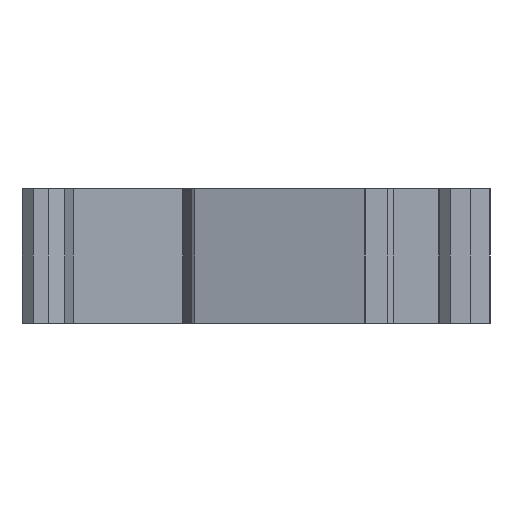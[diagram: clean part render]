
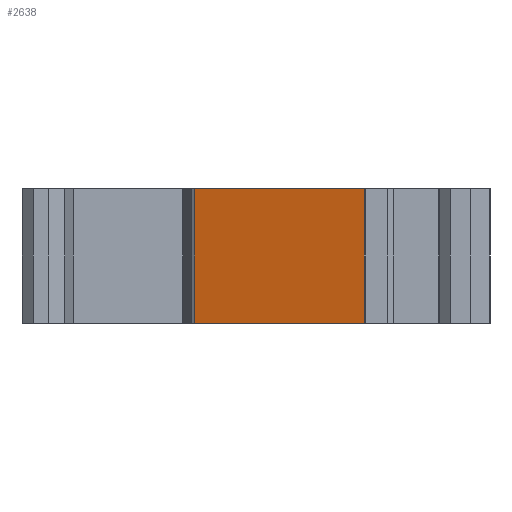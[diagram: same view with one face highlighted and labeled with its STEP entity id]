
A CAD part, front view. The second image highlights one B-rep face of the part: STEP entity #2638.
In plain terms, the highlighted free-form (B-spline) face has degree [1, 1] with [2, 2] control points.
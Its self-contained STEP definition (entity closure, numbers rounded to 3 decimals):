
#611=CARTESIAN_POINT('',(9.856,-26.934,12.25));
#612=VERTEX_POINT('',#611);
#619=CARTESIAN_POINT('',(9.856,-26.934,0.05));
#620=VERTEX_POINT('',#619);
#621=CARTESIAN_POINT('',(9.856,-26.934,12.25));
#622=CARTESIAN_POINT('',(9.856,-26.934,0.05));
#623=B_SPLINE_CURVE_WITH_KNOTS('',1,(#621,#622),.POLYLINE_FORM.,.F.,.U.,(2,2),(0.,1.),.UNSPECIFIED.);
#624=EDGE_CURVE('',#612,#620,#623,.T.);
#664=CARTESIAN_POINT('',(-5.55,-22.738,0.05));
#665=VERTEX_POINT('',#664);
#672=CARTESIAN_POINT('',(-5.55,-22.738,12.25));
#673=VERTEX_POINT('',#672);
#674=CARTESIAN_POINT('',(-5.55,-22.738,12.25));
#675=CARTESIAN_POINT('',(-5.55,-22.738,0.05));
#676=B_SPLINE_CURVE_WITH_KNOTS('',1,(#674,#675),.POLYLINE_FORM.,.F.,.U.,(2,2),(0.,1.),.UNSPECIFIED.);
#677=EDGE_CURVE('',#673,#665,#676,.T.);
#2104=CARTESIAN_POINT('',(9.854,-26.934,12.25));
#2105=VERTEX_POINT('',#2104);
#2106=CARTESIAN_POINT('',(9.856,-26.934,12.25));
#2107=CARTESIAN_POINT('',(9.855,-26.934,12.25));
#2108=CARTESIAN_POINT('',(9.854,-26.934,12.25));
#2109=(BOUNDED_CURVE()B_SPLINE_CURVE(2,(#2106,#2107,#2108),.CIRCULAR_ARC.,.F.,.U.)B_SPLINE_CURVE_WITH_KNOTS((3,3),(0.179,0.181),.UNSPECIFIED.)CURVE()GEOMETRIC_REPRESENTATION_ITEM()RATIONAL_B_SPLINE_CURVE((0.914,0.913,0.913))REPRESENTATION_ITEM(''));
#2110=EDGE_CURVE('',#612,#2105,#2109,.T.);
#2112=CARTESIAN_POINT('',(-5.548,-22.738,12.25));
#2113=VERTEX_POINT('',#2112);
#2114=CARTESIAN_POINT('',(-5.548,-22.738,12.25));
#2115=CARTESIAN_POINT('',(9.854,-26.934,12.25));
#2116=B_SPLINE_CURVE_WITH_KNOTS('',1,(#2114,#2115),.POLYLINE_FORM.,.F.,.U.,(2,2),(0.,1.),.UNSPECIFIED.);
#2117=EDGE_CURVE('',#2113,#2105,#2116,.T.);
#2119=CARTESIAN_POINT('',(-5.548,-22.738,12.25));
#2120=CARTESIAN_POINT('',(-5.549,-22.738,12.25));
#2121=CARTESIAN_POINT('',(-5.55,-22.738,12.25));
#2122=(BOUNDED_CURVE()B_SPLINE_CURVE(2,(#2119,#2120,#2121),.CIRCULAR_ARC.,.F.,.U.)B_SPLINE_CURVE_WITH_KNOTS((3,3),(0.633,0.634),.UNSPECIFIED.)CURVE()GEOMETRIC_REPRESENTATION_ITEM()RATIONAL_B_SPLINE_CURVE((0.934,0.934,0.934))REPRESENTATION_ITEM(''));
#2123=EDGE_CURVE('',#2113,#673,#2122,.T.);
#2591=CARTESIAN_POINT('',(-5.55,-22.738,0.05));
#2592=CARTESIAN_POINT('',(9.856,-26.934,0.05));
#2593=B_SPLINE_CURVE_WITH_KNOTS('',1,(#2591,#2592),.POLYLINE_FORM.,.F.,.U.,(2,2),(0.,1.),.UNSPECIFIED.);
#2594=EDGE_CURVE('',#665,#620,#2593,.T.);
#2625=CARTESIAN_POINT('',(-5.55,-22.738,12.25));
#2626=CARTESIAN_POINT('',(-5.55,-22.738,0.05));
#2627=CARTESIAN_POINT('',(9.856,-26.934,12.25));
#2628=CARTESIAN_POINT('',(9.856,-26.934,0.05));
#2629=B_SPLINE_SURFACE_WITH_KNOTS('',1,1,((#2625,#2626),(#2627,#2628)),.PLANE_SURF.,.F.,.F.,.U.,(2,2),(2,2),(0.,1.),(0.,1.),.UNSPECIFIED.);
#2630=ORIENTED_EDGE('',*,*,#2123,.F.);
#2631=ORIENTED_EDGE('',*,*,#2117,.T.);
#2632=ORIENTED_EDGE('',*,*,#2110,.F.);
#2633=ORIENTED_EDGE('',*,*,#624,.T.);
#2634=ORIENTED_EDGE('',*,*,#2594,.F.);
#2635=ORIENTED_EDGE('',*,*,#677,.F.);
#2636=EDGE_LOOP('',(#2630,#2631,#2632,#2633,#2634,#2635));
#2637=FACE_OUTER_BOUND('',#2636,.F.);
#2638=ADVANCED_FACE('',(#2637),#2629,.F.);
